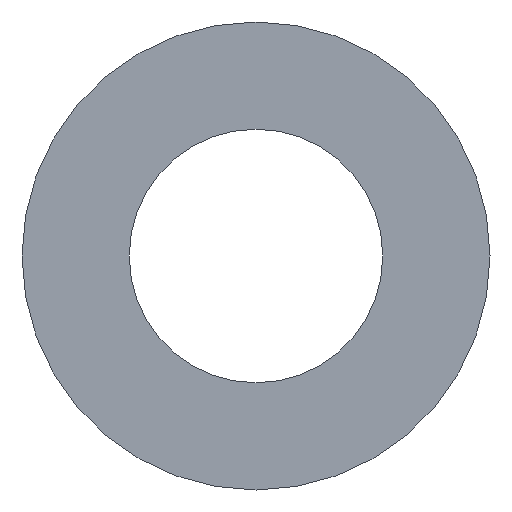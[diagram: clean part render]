
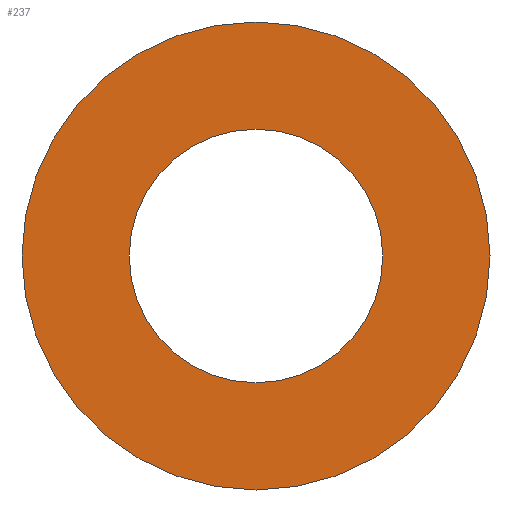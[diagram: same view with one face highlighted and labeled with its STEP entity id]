
A CAD part, front view. The second image highlights one B-rep face of the part: STEP entity #237.
In plain terms, the highlighted planar face has unit normal (0, -1, 0).
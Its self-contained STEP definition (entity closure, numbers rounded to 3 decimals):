
#2 = VERTEX_POINT ( 'NONE', #40 ) ;
#5 = ORIENTED_EDGE ( 'NONE', *, *, #15, .T. ) ;
#6 = DIRECTION ( 'NONE',  ( 0., 1., 0. ) ) ;
#15 = EDGE_CURVE ( 'NONE', #175, #178, #196, .T. ) ;
#31 = EDGE_CURVE ( 'NONE', #2, #195, #104, .T. ) ;
#37 = EDGE_LOOP ( 'NONE', ( #119, #232 ) ) ;
#40 = CARTESIAN_POINT ( 'NONE',  ( 0., -2.5, -12. ) ) ;
#43 = FACE_BOUND ( 'NONE', #238, .T. ) ;
#57 = DIRECTION ( 'NONE',  ( 0., 1., 0. ) ) ;
#61 = ORIENTED_EDGE ( 'NONE', *, *, #97, .T. ) ;
#64 = CIRCLE ( 'NONE', #181, 6.5 ) ;
#69 = DIRECTION ( 'NONE',  ( 0., 1., 0. ) ) ;
#86 = FACE_OUTER_BOUND ( 'NONE', #37, .T. ) ;
#92 = AXIS2_PLACEMENT_3D ( 'NONE', #233, #57, #122 ) ;
#96 = AXIS2_PLACEMENT_3D ( 'NONE', #142, #6, #203 ) ;
#97 = EDGE_CURVE ( 'NONE', #178, #175, #64, .T. ) ;
#102 = DIRECTION ( 'NONE',  ( 0., 0., 1. ) ) ;
#104 = CIRCLE ( 'NONE', #218, 12. ) ;
#119 = ORIENTED_EDGE ( 'NONE', *, *, #135, .F. ) ;
#122 = DIRECTION ( 'NONE',  ( 0., 0., 1. ) ) ;
#125 = CARTESIAN_POINT ( 'NONE',  ( 6.5, -2.5, 0. ) ) ;
#126 = CARTESIAN_POINT ( 'NONE',  ( 0., -2.5, 6.5 ) ) ;
#134 = AXIS2_PLACEMENT_3D ( 'NONE', #125, #199, #201 ) ;
#135 = EDGE_CURVE ( 'NONE', #195, #2, #174, .T. ) ;
#142 = CARTESIAN_POINT ( 'NONE',  ( 0., -2.5, 0. ) ) ;
#143 = PLANE ( 'NONE',  #134 ) ;
#145 = DIRECTION ( 'NONE',  ( 0., 0., 1. ) ) ;
#157 = CARTESIAN_POINT ( 'NONE',  ( 0., -2.5, 0. ) ) ;
#163 = CARTESIAN_POINT ( 'NONE',  ( 0., -2.5, 12. ) ) ;
#174 = CIRCLE ( 'NONE', #96, 12. ) ;
#175 = VERTEX_POINT ( 'NONE', #126 ) ;
#178 = VERTEX_POINT ( 'NONE', #179 ) ;
#179 = CARTESIAN_POINT ( 'NONE',  ( 0., -2.5, -6.5 ) ) ;
#181 = AXIS2_PLACEMENT_3D ( 'NONE', #183, #69, #145 ) ;
#183 = CARTESIAN_POINT ( 'NONE',  ( 0., -2.5, 0. ) ) ;
#195 = VERTEX_POINT ( 'NONE', #163 ) ;
#196 = CIRCLE ( 'NONE', #92, 6.5 ) ;
#199 = DIRECTION ( 'NONE',  ( 0., 1., 0. ) ) ;
#201 = DIRECTION ( 'NONE',  ( 0., 0., 1. ) ) ;
#203 = DIRECTION ( 'NONE',  ( 0., 0., 1. ) ) ;
#213 = DIRECTION ( 'NONE',  ( 0., 1., 0. ) ) ;
#218 = AXIS2_PLACEMENT_3D ( 'NONE', #157, #213, #102 ) ;
#232 = ORIENTED_EDGE ( 'NONE', *, *, #31, .F. ) ;
#233 = CARTESIAN_POINT ( 'NONE',  ( 0., -2.5, 0. ) ) ;
#237 = ADVANCED_FACE ( 'NONE', ( #86, #43 ), #143, .F. ) ;
#238 = EDGE_LOOP ( 'NONE', ( #5, #61 ) ) ;
